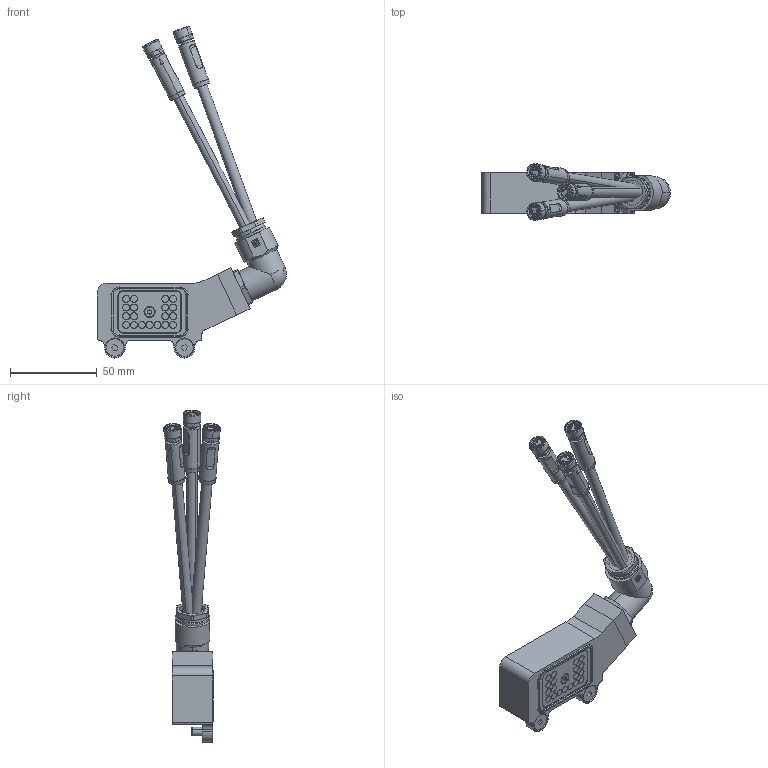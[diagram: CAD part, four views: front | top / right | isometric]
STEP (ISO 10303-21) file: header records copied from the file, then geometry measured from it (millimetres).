
FILE_DESCRIPTION (( 'STEP AP203' ), '1' );
FILE_NAME ('P1382.STEP', '2021-05-18T07:48:26', ( '' ), ( '' ), 'SwSTEP 2.0', 'SolidWorks 2019', '' );
FILE_SCHEMA (( 'CONFIG_CONTROL_DESIGN' ));
Length unit declared in the file: millimetre
Products named in the file (1): P1382
Bounding box: 108.71 x 32.62 x 190.92 mm (x, y, z)
Volume: 89904 mm3; surface area: 38833.9 mm2
Topology: 35 solids, 36 shells, 1023 faces, 2336 edges, 1443 vertices
Faces by surface type: cylinder 505, plane 280, cone 162, torus 50, bspline 24, sphere 2
Entity records: 31201 total; most frequent: CARTESIAN_POINT 7482, DIRECTION 5361, ORIENTED_EDGE 4648, EDGE_CURVE 2324, AXIS2_PLACEMENT_3D 2202, VERTEX_POINT 1443, CIRCLE 1202, EDGE_LOOP 1153
